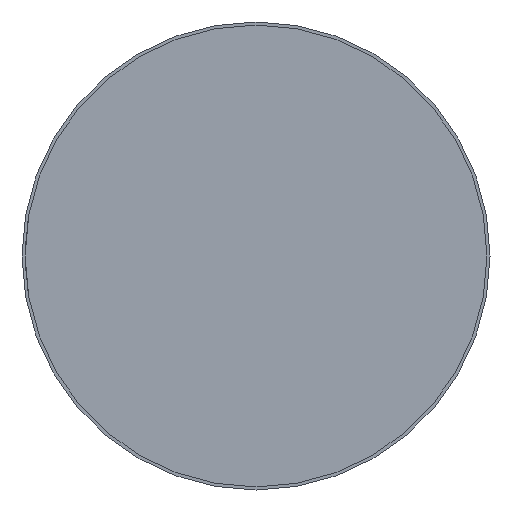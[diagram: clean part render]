
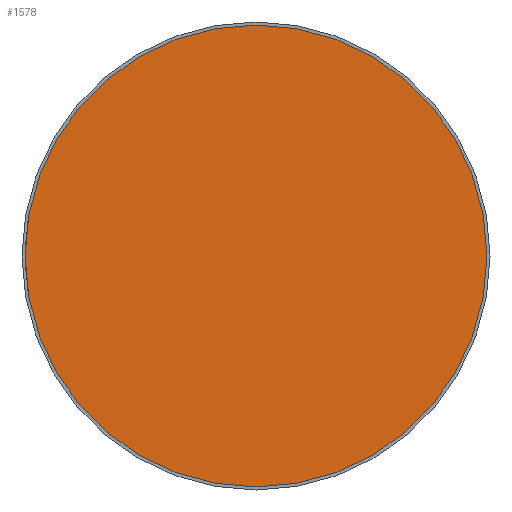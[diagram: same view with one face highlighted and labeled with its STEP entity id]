
A CAD part, left-side view. The second image highlights one B-rep face of the part: STEP entity #1578.
In plain terms, the highlighted planar face has unit normal (-1, 0, 0).
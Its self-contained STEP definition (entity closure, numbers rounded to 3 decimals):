
#51 = DIRECTION ( 'NONE',  ( -1., 0., 0. ) ) ;
#134 = CARTESIAN_POINT ( 'NONE',  ( -2.156, 0., 0. ) ) ;
#142 = DIRECTION ( 'NONE',  ( -1., 0., 0. ) ) ;
#183 = CARTESIAN_POINT ( 'NONE',  ( -2.156, 0., 0. ) ) ;
#247 = ORIENTED_EDGE ( 'NONE', *, *, #588, .T. ) ;
#298 = DIRECTION ( 'NONE',  ( 0., 0., 1. ) ) ;
#401 = DIRECTION ( 'NONE',  ( 1., 0., 0. ) ) ;
#407 = DIRECTION ( 'NONE',  ( 0., 0., -1. ) ) ;
#508 = AXIS2_PLACEMENT_3D ( 'NONE', #1299, #401, #407 ) ;
#588 = EDGE_CURVE ( 'NONE', #860, #1468, #1405, .T. ) ;
#668 = CIRCLE ( 'NONE', #1454, 37. ) ;
#860 = VERTEX_POINT ( 'NONE', #1251 ) ;
#1245 = EDGE_CURVE ( 'NONE', #1468, #860, #668, .T. ) ;
#1246 = DIRECTION ( 'NONE',  ( 0., 0., 1. ) ) ;
#1251 = CARTESIAN_POINT ( 'NONE',  ( -2.156, 0., 37. ) ) ;
#1299 = CARTESIAN_POINT ( 'NONE',  ( -2.156, 32.125, 0. ) ) ;
#1405 = CIRCLE ( 'NONE', #1495, 37. ) ;
#1416 = FACE_OUTER_BOUND ( 'NONE', #1524, .T. ) ;
#1454 = AXIS2_PLACEMENT_3D ( 'NONE', #183, #51, #1246 ) ;
#1468 = VERTEX_POINT ( 'NONE', #1528 ) ;
#1495 = AXIS2_PLACEMENT_3D ( 'NONE', #134, #142, #298 ) ;
#1518 = ORIENTED_EDGE ( 'NONE', *, *, #1245, .T. ) ;
#1524 = EDGE_LOOP ( 'NONE', ( #247, #1518 ) ) ;
#1528 = CARTESIAN_POINT ( 'NONE',  ( -2.156, 0., -37. ) ) ;
#1578 = ADVANCED_FACE ( 'NONE', ( #1416 ), #1677, .F. ) ;
#1677 = PLANE ( 'NONE',  #508 ) ;
